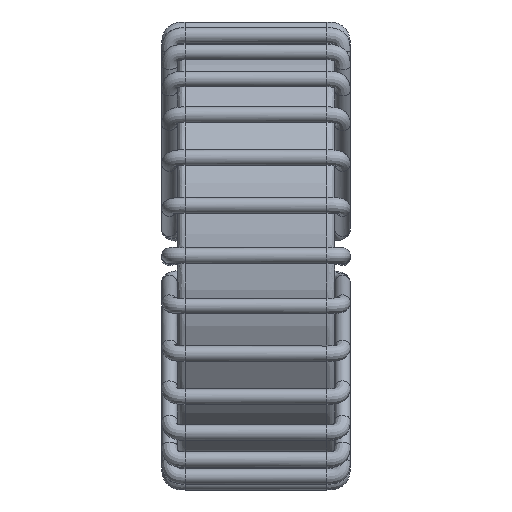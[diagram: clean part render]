
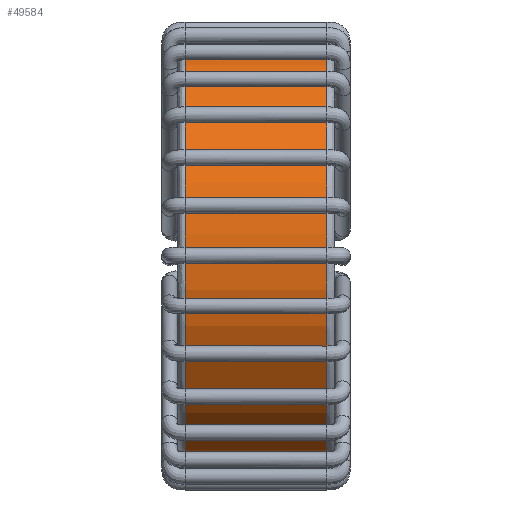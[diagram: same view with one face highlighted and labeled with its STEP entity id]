
A CAD part, top view. The second image highlights one B-rep face of the part: STEP entity #49584.
In plain terms, the highlighted free-form (B-spline) face has degree [2, 1] with [7, 2] control points.
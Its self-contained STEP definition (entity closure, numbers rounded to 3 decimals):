
#49351=CARTESIAN_POINT('',(1.82,0.,5.6));
#49352=VERTEX_POINT('',#49351);
#49359=CARTESIAN_POINT('',(1.82,0.,5.6));
#49360=CARTESIAN_POINT('',(1.82,-5.6,5.6));
#49361=CARTESIAN_POINT('',(1.82,-5.6,0.));
#49362=CARTESIAN_POINT('',(1.82,-5.6,-5.6));
#49363=CARTESIAN_POINT('',(1.82,0.,-5.6));
#49364=CARTESIAN_POINT('',(1.82,5.6,-5.6));
#49365=CARTESIAN_POINT('',(1.82,5.6,0.));
#49366=CARTESIAN_POINT('',(1.82,5.6,5.6));
#49367=CARTESIAN_POINT('',(1.82,0.,5.6));
#49368=(BOUNDED_CURVE()B_SPLINE_CURVE(2,(#49359,#49360,#49361,#49362,#49363,#49364,#49365,#49366,#49367),.CIRCULAR_ARC.,.T.,.U.)B_SPLINE_CURVE_WITH_KNOTS((3,2,2,2,3),(0.,0.25,0.5,0.75,1.),.UNSPECIFIED.)CURVE()GEOMETRIC_REPRESENTATION_ITEM()RATIONAL_B_SPLINE_CURVE((1.,0.707,1.,0.707,1.,0.707,1.,0.707,1.))REPRESENTATION_ITEM(''));
#49369=EDGE_CURVE('',#49352,#49352,#49368,.T.);
#49406=CARTESIAN_POINT('',(-1.82,0.,5.6));
#49407=VERTEX_POINT('',#49406);
#49414=CARTESIAN_POINT('',(-1.82,0.,5.6));
#49415=CARTESIAN_POINT('',(-1.82,-5.6,5.6));
#49416=CARTESIAN_POINT('',(-1.82,-5.6,0.));
#49417=CARTESIAN_POINT('',(-1.82,-5.6,-5.6));
#49418=CARTESIAN_POINT('',(-1.82,0.,-5.6));
#49419=CARTESIAN_POINT('',(-1.82,5.6,-5.6));
#49420=CARTESIAN_POINT('',(-1.82,5.6,0.));
#49421=CARTESIAN_POINT('',(-1.82,5.6,5.6));
#49422=CARTESIAN_POINT('',(-1.82,0.,5.6));
#49423=(BOUNDED_CURVE()B_SPLINE_CURVE(2,(#49414,#49415,#49416,#49417,#49418,#49419,#49420,#49421,#49422),.CIRCULAR_ARC.,.T.,.U.)B_SPLINE_CURVE_WITH_KNOTS((3,2,2,2,3),(0.,0.25,0.5,0.75,1.),.UNSPECIFIED.)CURVE()GEOMETRIC_REPRESENTATION_ITEM()RATIONAL_B_SPLINE_CURVE((1.,0.707,1.,0.707,1.,0.707,1.,0.707,1.))REPRESENTATION_ITEM(''));
#49424=EDGE_CURVE('',#49407,#49407,#49423,.T.);
#49559=CARTESIAN_POINT('',(2.02,0.,5.6));
#49560=CARTESIAN_POINT('',(-2.02,0.,5.6));
#49561=CARTESIAN_POINT('',(2.02,9.699,5.6));
#49562=CARTESIAN_POINT('',(-2.02,9.699,5.6));
#49563=CARTESIAN_POINT('',(2.02,4.85,-2.8));
#49564=CARTESIAN_POINT('',(-2.02,4.85,-2.8));
#49565=CARTESIAN_POINT('',(2.02,0.,-11.2));
#49566=CARTESIAN_POINT('',(-2.02,0.,-11.2));
#49567=CARTESIAN_POINT('',(2.02,-4.85,-2.8));
#49568=CARTESIAN_POINT('',(-2.02,-4.85,-2.8));
#49569=CARTESIAN_POINT('',(2.02,-9.699,5.6));
#49570=CARTESIAN_POINT('',(-2.02,-9.699,5.6));
#49571=CARTESIAN_POINT('',(2.02,0.,5.6));
#49572=CARTESIAN_POINT('',(-2.02,0.,5.6));
#49573=(BOUNDED_SURFACE()B_SPLINE_SURFACE(2,1,((#49559,#49560),(#49561,#49562),(#49563,#49564),(#49565,#49566),(#49567,#49568),(#49569,#49570),(#49571,#49572)),.CYLINDRICAL_SURF.,.T.,.F.,.U.)B_SPLINE_SURFACE_WITH_KNOTS((3,2,2,3),(2,2),(0.,0.333,0.667,1.),(0.,1.),.UNSPECIFIED.)GEOMETRIC_REPRESENTATION_ITEM()RATIONAL_B_SPLINE_SURFACE(((1.,1.),(0.5,0.5),(1.,1.),(0.5,0.5),(1.,1.),(0.5,0.5),(1.,1.)))REPRESENTATION_ITEM('')SURFACE());
#49574=ORIENTED_EDGE('',*,*,#49369,.F.);
#49575=CARTESIAN_POINT('',(1.82,0.,5.6));
#49576=CARTESIAN_POINT('',(-1.82,0.,5.6));
#49577=B_SPLINE_CURVE_WITH_KNOTS('',1,(#49575,#49576),.POLYLINE_FORM.,.F.,.U.,(2,2),(0.05,0.95),.UNSPECIFIED.);
#49578=EDGE_CURVE('',#49352,#49407,#49577,.T.);
#49579=ORIENTED_EDGE('',*,*,#49578,.T.);
#49580=ORIENTED_EDGE('',*,*,#49424,.T.);
#49581=ORIENTED_EDGE('',*,*,#49578,.F.);
#49582=EDGE_LOOP('',(#49574,#49579,#49580,#49581));
#49583=FACE_OUTER_BOUND('',#49582,.T.);
#49584=ADVANCED_FACE('',(#49583),#49573,.T.);
